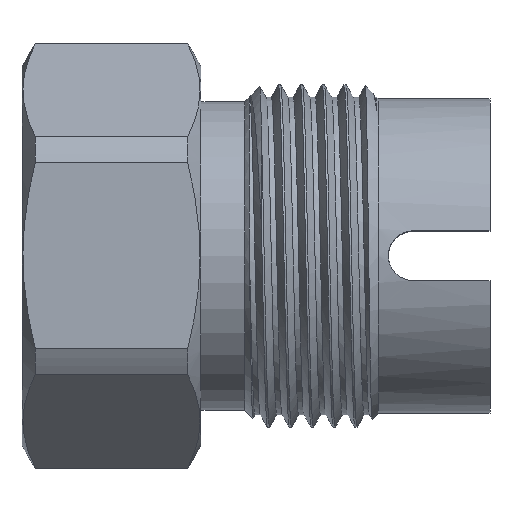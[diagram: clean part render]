
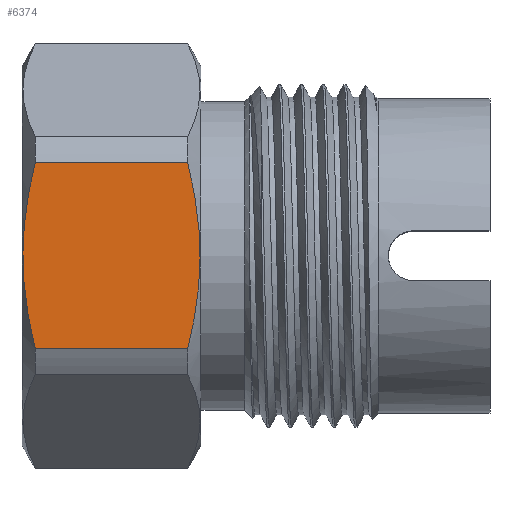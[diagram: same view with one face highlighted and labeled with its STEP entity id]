
A CAD part, top view. The second image highlights one B-rep face of the part: STEP entity #6374.
In plain terms, the highlighted planar face has unit normal (0, 0, 1).
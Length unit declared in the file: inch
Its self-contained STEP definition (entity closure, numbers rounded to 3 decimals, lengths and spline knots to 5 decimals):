
#377 = EDGE_CURVE ( 'NONE', #1411, #4927, #3279, .T. ) ;
#452 = CARTESIAN_POINT ( 'NONE',  ( 0.57758, 0.10256, 0.625 ) ) ;
#535 = CARTESIAN_POINT ( 'NONE',  ( 0.55373, -0.25383, 0.625 ) ) ;
#547 = CARTESIAN_POINT ( 'NONE',  ( 0.5417, 0.30397, 0.625 ) ) ;
#671 = LINE ( 'NONE', #9562, #7894 ) ;
#1283 = CARTESIAN_POINT ( 'NONE',  ( 0.56801, -0.17816, 0.625 ) ) ;
#1316 = CARTESIAN_POINT ( 'NONE',  ( 1.53, -0.30397, 0.625 ) ) ;
#1392 = AXIS2_PLACEMENT_3D ( 'NONE', #4780, #2326, #6486 ) ;
#1393 = CARTESIAN_POINT ( 'NONE',  ( 0.58121, 0.05111, 0.625 ) ) ;
#1411 = VERTEX_POINT ( 'NONE', #4170 ) ;
#1601 = ORIENTED_EDGE ( 'NONE', *, *, #377, .T. ) ;
#2273 = CARTESIAN_POINT ( 'NONE',  ( 0.02066, 0.20459, 0.625 ) ) ;
#2326 = DIRECTION ( 'NONE',  ( 0., 0., 1. ) ) ;
#2503 = VECTOR ( 'NONE', #10471, 39.37008 ) ;
#2613 = CARTESIAN_POINT ( 'NONE',  ( 0.5417, -0.30397, 0.625 ) ) ;
#3114 = CARTESIAN_POINT ( 'NONE',  ( 0.00742, 0.10256, 0.625 ) ) ;
#3158 = EDGE_LOOP ( 'NONE', ( #3516, #5771, #10044, #1601 ) ) ;
#3279 = LINE ( 'NONE', #1316, #2503 ) ;
#3516 = ORIENTED_EDGE ( 'NONE', *, *, #6044, .T. ) ;
#3844 = CARTESIAN_POINT ( 'NONE',  ( 0.57486, 0.1283, 0.625 ) ) ;
#3948 = CARTESIAN_POINT ( 'NONE',  ( 0.00288, 0.02545, 0.625 ) ) ;
#4126 = CARTESIAN_POINT ( 'NONE',  ( 0.01699, -0.17816, 0.625 ) ) ;
#4170 = CARTESIAN_POINT ( 'NONE',  ( 0.0433, -0.30397, 0.625 ) ) ;
#4227 = CARTESIAN_POINT ( 'NONE',  ( 0.037, -0.27903, 0.625 ) ) ;
#4780 = CARTESIAN_POINT ( 'NONE',  ( 0., 0.36084, 0.625 ) ) ;
#4927 = VERTEX_POINT ( 'NONE', #2613 ) ;
#5060 = CARTESIAN_POINT ( 'NONE',  ( 0.0433, -0.30397, 0.625 ) ) ;
#5771 = ORIENTED_EDGE ( 'NONE', *, *, #9585, .T. ) ;
#6044 = EDGE_CURVE ( 'NONE', #4927, #9692, #8575, .T. ) ;
#6267 = DIRECTION ( 'NONE',  ( -1., 0., 0. ) ) ;
#6328 = CARTESIAN_POINT ( 'NONE',  ( 0.58211, -0.05131, 0.625 ) ) ;
#6374 = ADVANCED_FACE ( 'NONE', ( #10647 ), #7373, .T. ) ;
#6408 = CARTESIAN_POINT ( 'NONE',  ( 0.58212, 0.02545, 0.625 ) ) ;
#6486 = DIRECTION ( 'NONE',  ( 1., 0., 0. ) ) ;
#6615 = CARTESIAN_POINT ( 'NONE',  ( 0.00289, -0.05131, 0.625 ) ) ;
#6689 = CARTESIAN_POINT ( 'NONE',  ( 0.02127, -0.20342, 0.625 ) ) ;
#6733 = B_SPLINE_CURVE_WITH_KNOTS ( 'NONE', 3,
 ( #10690, #7397, #2273, #8147, #3114, #8967, #3948, #6615, #10105, #4126, #6689, #7577, #4227, #5060 ),
 .UNSPECIFIED., .F., .F.,
 ( 4, 2, 2, 2, 2, 2, 4 ),
 ( 0.04179, 0.04568, 0.04763, 0.04958, 0.05347, 0.05542, 0.05737 ),
 .UNSPECIFIED. ) ;
#7139 = CARTESIAN_POINT ( 'NONE',  ( 0.548, -0.27903, 0.625 ) ) ;
#7252 = CARTESIAN_POINT ( 'NONE',  ( 0.55417, 0.25459, 0.625 ) ) ;
#7373 = PLANE ( 'NONE',  #1392 ) ;
#7397 = CARTESIAN_POINT ( 'NONE',  ( 0.03083, 0.25459, 0.625 ) ) ;
#7577 = CARTESIAN_POINT ( 'NONE',  ( 0.03127, -0.25383, 0.625 ) ) ;
#7646 = EDGE_CURVE ( 'NONE', #9073, #1411, #6733, .T. ) ;
#7894 = VECTOR ( 'NONE', #6267, 39.37008 ) ;
#7999 = CARTESIAN_POINT ( 'NONE',  ( 0.56373, -0.20342, 0.625 ) ) ;
#8039 = CARTESIAN_POINT ( 'NONE',  ( 0.56434, 0.20459, 0.625 ) ) ;
#8147 = CARTESIAN_POINT ( 'NONE',  ( 0.01014, 0.1283, 0.625 ) ) ;
#8575 = B_SPLINE_CURVE_WITH_KNOTS ( 'NONE', 3,
 ( #8867, #7139, #535, #7999, #1283, #10551, #6328, #6408, #1393, #452, #3844, #8039, #7252, #10475 ),
 .UNSPECIFIED., .F., .F.,
 ( 4, 2, 2, 2, 2, 2, 4 ),
 ( 0.01789, 0.01984, 0.02178, 0.02567, 0.02762, 0.02956, 0.03346 ),
 .UNSPECIFIED. ) ;
#8867 = CARTESIAN_POINT ( 'NONE',  ( 0.5417, -0.30397, 0.625 ) ) ;
#8967 = CARTESIAN_POINT ( 'NONE',  ( 0.00379, 0.05111, 0.625 ) ) ;
#9044 = CARTESIAN_POINT ( 'NONE',  ( 0.0433, 0.30397, 0.625 ) ) ;
#9073 = VERTEX_POINT ( 'NONE', #9044 ) ;
#9562 = CARTESIAN_POINT ( 'NONE',  ( 1.53, 0.30397, 0.625 ) ) ;
#9585 = EDGE_CURVE ( 'NONE', #9692, #9073, #671, .T. ) ;
#9692 = VERTEX_POINT ( 'NONE', #547 ) ;
#10044 = ORIENTED_EDGE ( 'NONE', *, *, #7646, .T. ) ;
#10105 = CARTESIAN_POINT ( 'NONE',  ( 0.00657, -0.1022, 0.625 ) ) ;
#10471 = DIRECTION ( 'NONE',  ( 1., 0., 0. ) ) ;
#10475 = CARTESIAN_POINT ( 'NONE',  ( 0.5417, 0.30397, 0.625 ) ) ;
#10551 = CARTESIAN_POINT ( 'NONE',  ( 0.57843, -0.1022, 0.625 ) ) ;
#10647 = FACE_OUTER_BOUND ( 'NONE', #3158, .T. ) ;
#10690 = CARTESIAN_POINT ( 'NONE',  ( 0.0433, 0.30397, 0.625 ) ) ;
